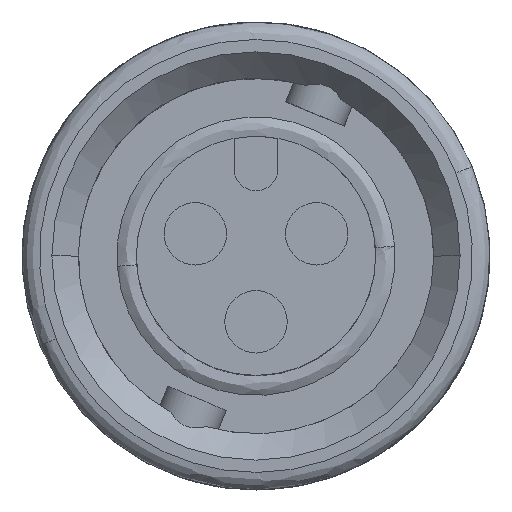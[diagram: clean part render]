
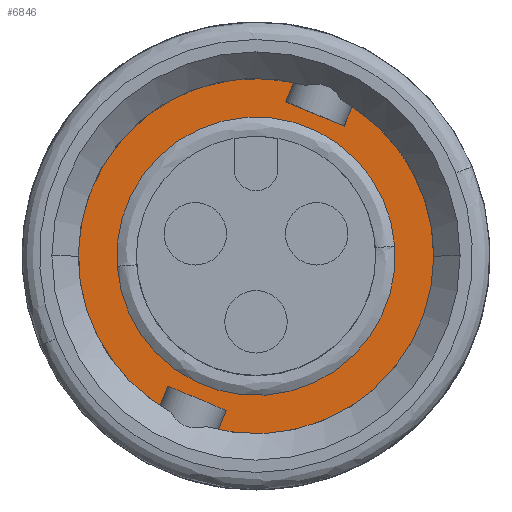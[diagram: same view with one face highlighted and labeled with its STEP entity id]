
A CAD part, top view. The second image highlights one B-rep face of the part: STEP entity #6846.
In plain terms, the highlighted planar face has unit normal (0, 0, 1).
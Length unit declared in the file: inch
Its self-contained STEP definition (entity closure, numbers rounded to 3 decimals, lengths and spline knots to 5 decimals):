
#117 = EDGE_CURVE ( 'NONE', #1095, #6169, #7022, .T. ) ;
#129 = CIRCLE ( 'NONE', #2576, 0.15819 ) ;
#158 = CIRCLE ( 'NONE', #2195, 0.15819 ) ;
#177 = EDGE_CURVE ( 'NONE', #5902, #6034, #158, .T. ) ;
#183 = EDGE_CURVE ( 'NONE', #6169, #5891, #5776, .T. ) ;
#217 = CIRCLE ( 'NONE', #4826, 0.202 ) ;
#239 = EDGE_CURVE ( 'NONE', #5999, #6023, #6818, .T. ) ;
#289 = EDGE_CURVE ( 'NONE', #5891, #6203, #5093, .T. ) ;
#374 = EDGE_CURVE ( 'NONE', #6203, #5999, #2094, .T. ) ;
#375 = EDGE_CURVE ( 'NONE', #6067, #6192, #2091, .T. ) ;
#400 = EDGE_CURVE ( 'NONE', #6192, #6056, #1978, .T. ) ;
#403 = EDGE_CURVE ( 'NONE', #6023, #6067, #217, .T. ) ;
#475 = AXIS2_PLACEMENT_3D ( 'NONE', #4201, #4199, #4191 ) ;
#477 = FACE_OUTER_BOUND ( 'NONE', #584, .T. ) ;
#492 = FACE_BOUND ( 'NONE', #547, .T. ) ;
#547 = EDGE_LOOP ( 'NONE', ( #6309, #6703 ) ) ;
#584 = EDGE_LOOP ( 'NONE', ( #6576, #6071, #6125, #6585, #6610, #6516, #6484, #6344, #6350 ) ) ;
#1095 = VERTEX_POINT ( 'NONE', #1663 ) ;
#1349 = CARTESIAN_POINT ( 'NONE',  ( -0.03371, -0.17546, -0.291 ) ) ;
#1364 = CARTESIAN_POINT ( 'NONE',  ( 0.10023, 0.1479, -0.291 ) ) ;
#1384 = CARTESIAN_POINT ( 'NONE',  ( -0.10932, -0.16986, -0.291 ) ) ;
#1487 = CARTESIAN_POINT ( 'NONE',  ( 0.10932, 0.16986, -0.291 ) ) ;
#1497 = CARTESIAN_POINT ( 'NONE',  ( 0.03371, 0.17546, -0.291 ) ) ;
#1515 = CARTESIAN_POINT ( 'NONE',  ( 0.15778, 0.01139, -0.291 ) ) ;
#1528 = CARTESIAN_POINT ( 'NONE',  ( 0.202, 0., -0.291 ) ) ;
#1547 = CARTESIAN_POINT ( 'NONE',  ( -0.0428, -0.19741, -0.291 ) ) ;
#1634 = CARTESIAN_POINT ( 'NONE',  ( -0.15778, -0.01139, -0.291 ) ) ;
#1644 = CARTESIAN_POINT ( 'NONE',  ( -0.10023, -0.1479, -0.291 ) ) ;
#1663 = CARTESIAN_POINT ( 'NONE',  ( 0.0428, 0.19741, -0.291 ) ) ;
#1962 = DIRECTION ( 'NONE',  ( 1., 0., 0. ) ) ;
#1965 = DIRECTION ( 'NONE',  ( 0., 0., 1. ) ) ;
#1967 = CARTESIAN_POINT ( 'NONE',  ( 0., 0., -0.291 ) ) ;
#1975 = DIRECTION ( 'NONE',  ( -0.924, 0.383, 0. ) ) ;
#1977 = CARTESIAN_POINT ( 'NONE',  ( 0.10023, 0.1479, -0.291 ) ) ;
#1978 = LINE ( 'NONE', #1977, #4836 ) ;
#2089 = DIRECTION ( 'NONE',  ( -0.383, -0.924, 0. ) ) ;
#2090 = CARTESIAN_POINT ( 'NONE',  ( 0.10932, 0.16986, -0.291 ) ) ;
#2091 = LINE ( 'NONE', #2090, #4831 ) ;
#2092 = DIRECTION ( 'NONE',  ( -0.383, -0.924, 0. ) ) ;
#2093 = CARTESIAN_POINT ( 'NONE',  ( -0.03371, -0.17546, -0.291 ) ) ;
#2094 = LINE ( 'NONE', #2093, #4779 ) ;
#2133 = AXIS2_PLACEMENT_3D ( 'NONE', #5392, #5391, #5390 ) ;
#2195 = AXIS2_PLACEMENT_3D ( 'NONE', #5797, #5796, #5795 ) ;
#2222 = VECTOR ( 'NONE', #5090, 39.37008 ) ;
#2253 = VECTOR ( 'NONE', #5774, 39.37008 ) ;
#2576 = AXIS2_PLACEMENT_3D ( 'NONE', #4338, #3460, #3695 ) ;
#2604 = VECTOR ( 'NONE', #4317, 39.37008 ) ;
#2769 = DIRECTION ( 'NONE',  ( 1., 0., 0. ) ) ;
#2770 = DIRECTION ( 'NONE',  ( 0., 0., 1. ) ) ;
#2771 = CARTESIAN_POINT ( 'NONE',  ( 0., 0., -0.291 ) ) ;
#3302 = AXIS2_PLACEMENT_3D ( 'NONE', #2771, #2770, #2769 ) ;
#3460 = DIRECTION ( 'NONE',  ( 0., 0., 1. ) ) ;
#3695 = DIRECTION ( 'NONE',  ( 0., 1., 0. ) ) ;
#4188 = LINE ( 'NONE', #4307, #2604 ) ;
#4191 = DIRECTION ( 'NONE',  ( -1., 0., 0. ) ) ;
#4199 = DIRECTION ( 'NONE',  ( 0., 0., -1. ) ) ;
#4201 = CARTESIAN_POINT ( 'NONE',  ( 0., 0., -0.291 ) ) ;
#4203 = PLANE ( 'NONE',  #475 ) ;
#4307 = CARTESIAN_POINT ( 'NONE',  ( 0.03371, 0.17546, -0.291 ) ) ;
#4317 = DIRECTION ( 'NONE',  ( 0.383, 0.924, 0. ) ) ;
#4338 = CARTESIAN_POINT ( 'NONE',  ( 0., 0., -0.291 ) ) ;
#4779 = VECTOR ( 'NONE', #2092, 39.37008 ) ;
#4826 = AXIS2_PLACEMENT_3D ( 'NONE', #1967, #1965, #1962 ) ;
#4831 = VECTOR ( 'NONE', #2089, 39.37008 ) ;
#4836 = VECTOR ( 'NONE', #1975, 39.37008 ) ;
#5090 = DIRECTION ( 'NONE',  ( 0.924, -0.383, 0. ) ) ;
#5091 = CARTESIAN_POINT ( 'NONE',  ( -0.10023, -0.1479, -0.291 ) ) ;
#5093 = LINE ( 'NONE', #5091, #2222 ) ;
#5390 = DIRECTION ( 'NONE',  ( 1., 0., 0. ) ) ;
#5391 = DIRECTION ( 'NONE',  ( 0., 0., 1. ) ) ;
#5392 = CARTESIAN_POINT ( 'NONE',  ( 0., 0., -0.291 ) ) ;
#5774 = DIRECTION ( 'NONE',  ( 0.383, 0.924, 0. ) ) ;
#5775 = CARTESIAN_POINT ( 'NONE',  ( -0.10932, -0.16986, -0.291 ) ) ;
#5776 = LINE ( 'NONE', #5775, #2253 ) ;
#5795 = DIRECTION ( 'NONE',  ( 0., 1., 0. ) ) ;
#5796 = DIRECTION ( 'NONE',  ( 0., 0., 1. ) ) ;
#5797 = CARTESIAN_POINT ( 'NONE',  ( 0., 0., -0.291 ) ) ;
#5891 = VERTEX_POINT ( 'NONE', #1644 ) ;
#5902 = VERTEX_POINT ( 'NONE', #1634 ) ;
#5999 = VERTEX_POINT ( 'NONE', #1547 ) ;
#6023 = VERTEX_POINT ( 'NONE', #1528 ) ;
#6034 = VERTEX_POINT ( 'NONE', #1515 ) ;
#6056 = VERTEX_POINT ( 'NONE', #1497 ) ;
#6067 = VERTEX_POINT ( 'NONE', #1487 ) ;
#6071 = ORIENTED_EDGE ( 'NONE', *, *, #117, .T. ) ;
#6125 = ORIENTED_EDGE ( 'NONE', *, *, #183, .T. ) ;
#6169 = VERTEX_POINT ( 'NONE', #1384 ) ;
#6192 = VERTEX_POINT ( 'NONE', #1364 ) ;
#6203 = VERTEX_POINT ( 'NONE', #1349 ) ;
#6309 = ORIENTED_EDGE ( 'NONE', *, *, #177, .F. ) ;
#6344 = ORIENTED_EDGE ( 'NONE', *, *, #375, .T. ) ;
#6350 = ORIENTED_EDGE ( 'NONE', *, *, #400, .T. ) ;
#6484 = ORIENTED_EDGE ( 'NONE', *, *, #403, .T. ) ;
#6516 = ORIENTED_EDGE ( 'NONE', *, *, #239, .T. ) ;
#6576 = ORIENTED_EDGE ( 'NONE', *, *, #6980, .T. ) ;
#6585 = ORIENTED_EDGE ( 'NONE', *, *, #289, .T. ) ;
#6610 = ORIENTED_EDGE ( 'NONE', *, *, #374, .T. ) ;
#6703 = ORIENTED_EDGE ( 'NONE', *, *, #6962, .F. ) ;
#6818 = CIRCLE ( 'NONE', #2133, 0.202 ) ;
#6846 = ADVANCED_FACE ( 'NONE', ( #492, #477 ), #4203, .F. ) ;
#6962 = EDGE_CURVE ( 'NONE', #6034, #5902, #129, .T. ) ;
#6980 = EDGE_CURVE ( 'NONE', #6056, #1095, #4188, .T. ) ;
#7022 = CIRCLE ( 'NONE', #3302, 0.202 ) ;
